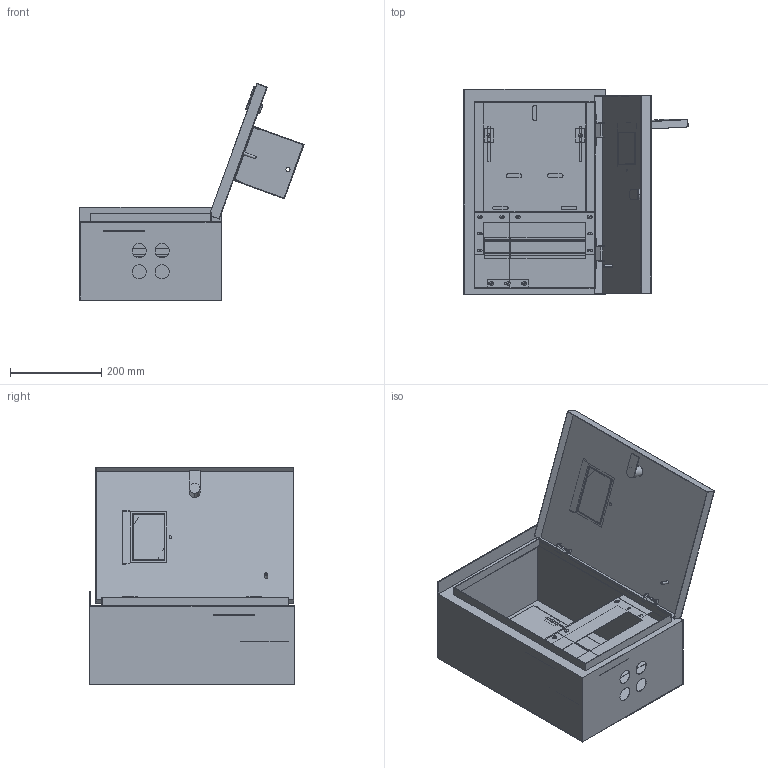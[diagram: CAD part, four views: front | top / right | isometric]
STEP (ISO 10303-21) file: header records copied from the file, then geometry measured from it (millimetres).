
FILE_DESCRIPTION (( 'STEP AP214' ), '1' );
FILE_NAME ('SHURN-3_12z-0.STEP', '2016-12-30T08:22:18', ( 'user' ), ( '' ), 'SwSTEP 2.0', 'SolidWorks 2014', '' );
FILE_SCHEMA (( 'AUTOMOTIVE_DESIGN' ));
Length unit declared in the file: millimetre
Products named in the file (11): DIN-Reika_12 ｬｮ､罩･ｩ; SC GOST 17473_gost_‚¨­â A.M5x10 ƒŽ‘’ 17473-80; STEKLO_IEK; Reika_702.002-03; Dver_1; Obolochka_1; SHURN-3_12z-0; Panel_Lev_-01; Panel_-01; Kryshka; Panel_Prav_-00
Assembly tree (20 placements, depth 2):
  SHURN-3_12z-0
    Obolochka_1
    Panel_-01
    Panel_Lev_-01
    Panel_Prav_-00
    DIN-Reika_12 ｬｮ､罩･ｩ
    Reika_702.002-03
    Dver_1
    STEKLO_IEK
    Kryshka
    SC GOST 17473_gost_‚¨­â A.M5x10 ƒŽ‘’ 17473-80  x11
Bounding box: 490.76 x 450 x 474.46 mm (x, y, z)
Volume: 842186 mm3; surface area: 1636642 mm2
Topology: 26 solids, 26 shells, 570 faces, 1419 edges, 930 vertices
Faces by surface type: plane 360, cylinder 182, sphere 22, cone 6
Entity records: 15526 total; most frequent: DIRECTION 2587, CARTESIAN_POINT 2552, ORIENTED_EDGE 2478, EDGE_CURVE 1239, VECTOR 897, LINE 897, AXIS2_PLACEMENT_3D 845, VERTEX_POINT 810
